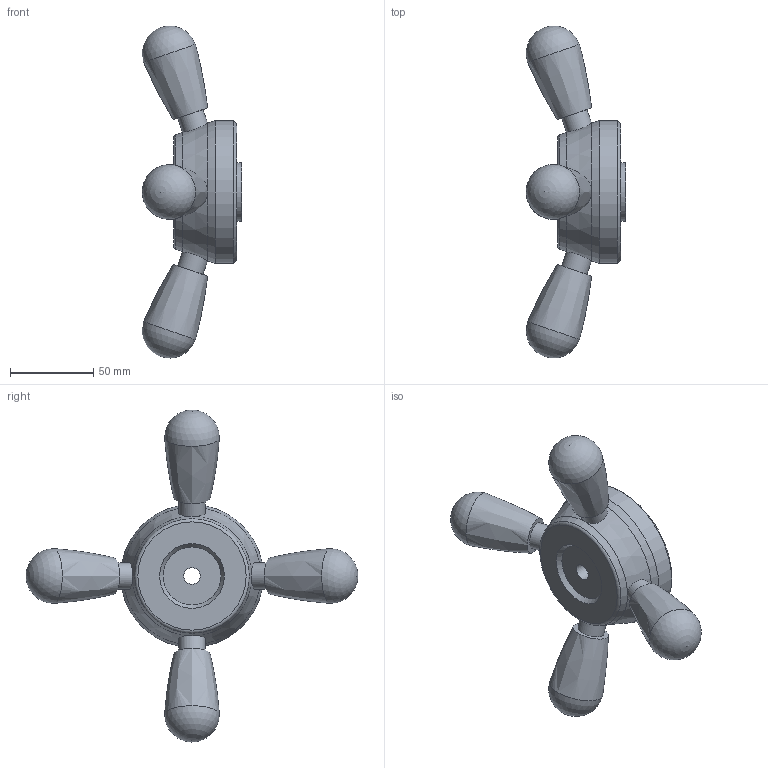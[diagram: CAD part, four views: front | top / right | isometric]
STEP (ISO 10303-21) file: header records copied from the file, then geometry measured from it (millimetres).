
FILE_DESCRIPTION(/* description */ (''),/* implementation_level */ '2;1');
FILE_NAME(/* name */ 'FA200.dxf',/* time_stamp */ '2012-11-23T15:47:32+08:00',/* author */ (''),/* organization */ (''),/* preprocessor_version */ 'ST-DEVELOPER v9',/* originating_system */ 'UGS - NX 4.0',/* authorisation */ '');
FILE_SCHEMA (('CONFIG_CONTROL_DESIGN'));
Length unit declared in the file: millimetre
Products named in the file (1): Admi24F1xkaz
Bounding box: 59.89 x 199.98 x 199.98 mm (x, y, z)
Volume: 314815.6 mm3; surface area: 46668.8 mm2
Topology: 1 solids, 1 shells, 60 faces, 139 edges, 87 vertices
Faces by surface type: cylinder 23, plane 16, cone 12, bspline 4, sphere 4, torus 1
Full cylindrical faces by diameter (mm): 10 x1, 16 x4, 35 x1, 86 x1
Entity records: 1844 total; most frequent: CARTESIAN_POINT 595, ORIENTED_EDGE 222, DIRECTION 220, EDGE_CURVE 111, AXIS2_PLACEMENT_3D 96, EDGE_LOOP 88, VERTEX_POINT 79, ADVANCED_FACE 60
